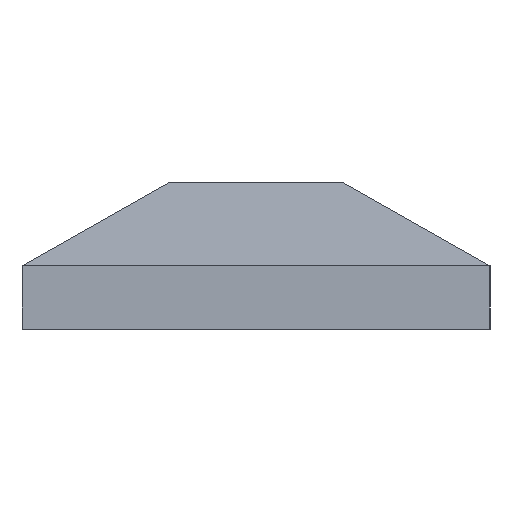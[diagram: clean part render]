
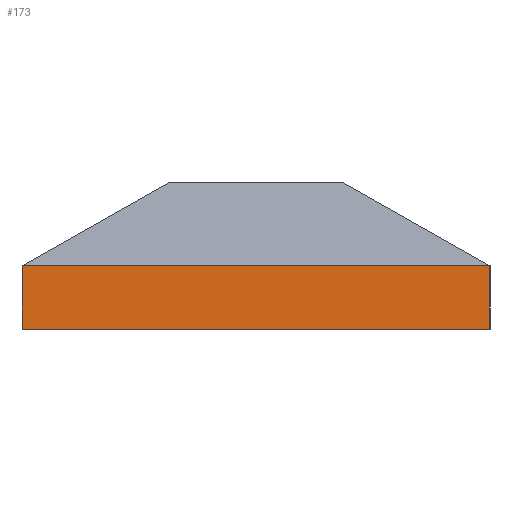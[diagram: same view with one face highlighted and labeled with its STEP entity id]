
A CAD part, left-side view. The second image highlights one B-rep face of the part: STEP entity #173.
In plain terms, the highlighted planar face has unit normal (-1, 0, 0).
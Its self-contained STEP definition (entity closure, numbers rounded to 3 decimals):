
#20=FACE_OUTER_BOUND('',#30,.T.);
#30=EDGE_LOOP('',(#130,#131,#132,#133));
#44=LINE('',#276,#64);
#45=LINE('',#278,#65);
#49=LINE('',#286,#69);
#50=LINE('',#287,#70);
#64=VECTOR('',#228,10.);
#65=VECTOR('',#231,10.);
#69=VECTOR('',#241,10.);
#70=VECTOR('',#242,10.);
#75=VERTEX_POINT('',#255);
#78=VERTEX_POINT('',#263);
#83=VERTEX_POINT('',#274);
#84=VERTEX_POINT('',#285);
#96=EDGE_CURVE('',#83,#75,#44,.T.);
#97=EDGE_CURVE('',#75,#78,#45,.T.);
#101=EDGE_CURVE('',#83,#84,#49,.T.);
#102=EDGE_CURVE('',#84,#78,#50,.T.);
#130=ORIENTED_EDGE('',*,*,#101,.T.);
#131=ORIENTED_EDGE('',*,*,#102,.T.);
#132=ORIENTED_EDGE('',*,*,#97,.F.);
#133=ORIENTED_EDGE('',*,*,#96,.F.);
#152=PLANE('',#206);
#173=ADVANCED_FACE('',(#20),#152,.T.);
#206=AXIS2_PLACEMENT_3D('',#284,#239,#240);
#228=DIRECTION('',(0.,0.,1.));
#231=DIRECTION('',(0.,-1.,0.));
#239=DIRECTION('center_axis',(-1.,0.,0.));
#240=DIRECTION('ref_axis',(0.,-1.,0.));
#241=DIRECTION('',(0.,-1.,0.));
#242=DIRECTION('',(0.,0.,1.));
#255=CARTESIAN_POINT('',(-9.8,4.8,1.3));
#263=CARTESIAN_POINT('',(-9.8,-4.8,1.3));
#274=CARTESIAN_POINT('',(-9.8,4.8,0.));
#276=CARTESIAN_POINT('',(-9.8,4.8,0.));
#278=CARTESIAN_POINT('',(-9.8,4.8,1.3));
#284=CARTESIAN_POINT('Origin',(-9.8,4.8,0.));
#285=CARTESIAN_POINT('',(-9.8,-4.8,0.));
#286=CARTESIAN_POINT('',(-9.8,4.8,0.));
#287=CARTESIAN_POINT('',(-9.8,-4.8,0.));
